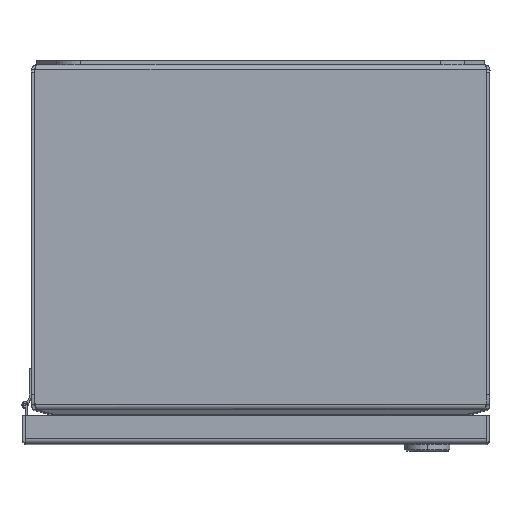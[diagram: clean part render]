
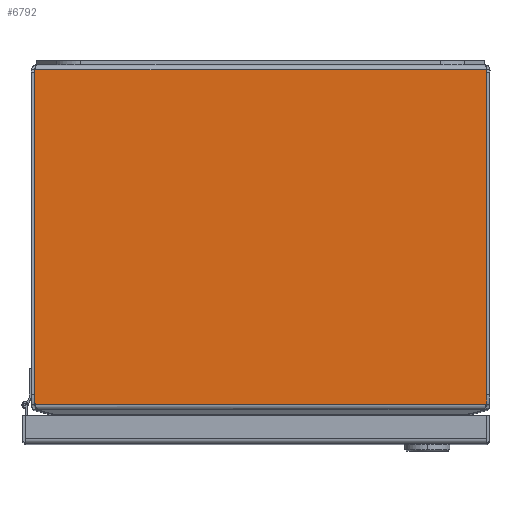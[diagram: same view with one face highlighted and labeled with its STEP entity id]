
A CAD part, top view. The second image highlights one B-rep face of the part: STEP entity #6792.
In plain terms, the highlighted planar face has unit normal (0, 0, 1).
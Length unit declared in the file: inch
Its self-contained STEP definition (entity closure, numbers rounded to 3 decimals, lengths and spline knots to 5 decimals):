
#117 = AXIS2_PLACEMENT_3D ( 'NONE', #9676, #20561, #9895 ) ;
#232 = VECTOR ( 'NONE', #14651, 39.37008 ) ;
#378 = LINE ( 'NONE', #12812, #8915 ) ;
#716 = DIRECTION ( 'NONE',  ( 0., -1., 0. ) ) ;
#719 = ORIENTED_EDGE ( 'NONE', *, *, #1887, .F. ) ;
#1028 = EDGE_LOOP ( 'NONE', ( #17415, #17642, #7112, #22283, #4270, #719 ) ) ;
#1887 = EDGE_CURVE ( 'NONE', #14310, #17268, #378, .T. ) ;
#2221 = LINE ( 'NONE', #6120, #18588 ) ;
#3059 = CARTESIAN_POINT ( 'NONE',  ( -3.94289, -0.086, 5. ) ) ;
#3938 = DIRECTION ( 'NONE',  ( 1., 0., 0. ) ) ;
#4230 = CARTESIAN_POINT ( 'NONE',  ( -3.92653, -5.93401, 5. ) ) ;
#4270 = ORIENTED_EDGE ( 'NONE', *, *, #21063, .F. ) ;
#4486 = EDGE_CURVE ( 'NONE', #8031, #14310, #4573, .T. ) ;
#4573 = CIRCLE ( 'NONE', #117, 0.281 ) ;
#5311 = LINE ( 'NONE', #21057, #7154 ) ;
#5351 = CARTESIAN_POINT ( 'NONE',  ( -3.66189, -5.83953, 5. ) ) ;
#5443 = FACE_OUTER_BOUND ( 'NONE', #1028, .T. ) ;
#5469 = DIRECTION ( 'NONE',  ( 0., 0., -1. ) ) ;
#6081 = CIRCLE ( 'NONE', #22237, 0.281 ) ;
#6120 = CARTESIAN_POINT ( 'NONE',  ( -3.94289, -0.086, 5. ) ) ;
#6362 = CARTESIAN_POINT ( 'NONE',  ( 3.94289, -5.83953, 5. ) ) ;
#6792 = ADVANCED_FACE ( 'NONE', ( #5443 ), #10279, .F. ) ;
#7112 = ORIENTED_EDGE ( 'NONE', *, *, #12586, .F. ) ;
#7154 = VECTOR ( 'NONE', #3938, 39.37008 ) ;
#8031 = VERTEX_POINT ( 'NONE', #6362 ) ;
#8915 = VECTOR ( 'NONE', #10845, 39.37008 ) ;
#9137 = LINE ( 'NONE', #10738, #232 ) ;
#9676 = CARTESIAN_POINT ( 'NONE',  ( 3.66189, -5.83953, 5. ) ) ;
#9895 = DIRECTION ( 'NONE',  ( 0., 1., 0. ) ) ;
#10014 = VERTEX_POINT ( 'NONE', #12027 ) ;
#10279 = PLANE ( 'NONE',  #15730 ) ;
#10738 = CARTESIAN_POINT ( 'NONE',  ( 3.94289, -0.086, 5. ) ) ;
#10845 = DIRECTION ( 'NONE',  ( -1., 0., 0. ) ) ;
#11917 = CARTESIAN_POINT ( 'NONE',  ( -3.94289, -5.83953, 5. ) ) ;
#12008 = CARTESIAN_POINT ( 'NONE',  ( 27.527, 0., 5. ) ) ;
#12027 = CARTESIAN_POINT ( 'NONE',  ( 3.94289, -0.086, 5. ) ) ;
#12586 = EDGE_CURVE ( 'NONE', #19980, #10014, #5311, .T. ) ;
#12812 = CARTESIAN_POINT ( 'NONE',  ( 27.527, -5.93401, 5. ) ) ;
#13271 = VERTEX_POINT ( 'NONE', #11917 ) ;
#14310 = VERTEX_POINT ( 'NONE', #17574 ) ;
#14651 = DIRECTION ( 'NONE',  ( 0., -1., 0. ) ) ;
#15730 = AXIS2_PLACEMENT_3D ( 'NONE', #12008, #19013, #17530 ) ;
#16940 = EDGE_CURVE ( 'NONE', #10014, #8031, #9137, .T. ) ;
#17268 = VERTEX_POINT ( 'NONE', #4230 ) ;
#17415 = ORIENTED_EDGE ( 'NONE', *, *, #4486, .F. ) ;
#17530 = DIRECTION ( 'NONE',  ( -1., 0., 0. ) ) ;
#17574 = CARTESIAN_POINT ( 'NONE',  ( 3.92653, -5.93401, 5. ) ) ;
#17642 = ORIENTED_EDGE ( 'NONE', *, *, #16940, .F. ) ;
#18588 = VECTOR ( 'NONE', #716, 39.37008 ) ;
#19013 = DIRECTION ( 'NONE',  ( 0., 0., -1. ) ) ;
#19980 = VERTEX_POINT ( 'NONE', #3059 ) ;
#20561 = DIRECTION ( 'NONE',  ( 0., 0., -1. ) ) ;
#21057 = CARTESIAN_POINT ( 'NONE',  ( 27.527, -0.086, 5. ) ) ;
#21063 = EDGE_CURVE ( 'NONE', #17268, #13271, #6081, .T. ) ;
#21644 = EDGE_CURVE ( 'NONE', #19980, #13271, #2221, .T. ) ;
#22237 = AXIS2_PLACEMENT_3D ( 'NONE', #5351, #5469, #22716 ) ;
#22283 = ORIENTED_EDGE ( 'NONE', *, *, #21644, .T. ) ;
#22716 = DIRECTION ( 'NONE',  ( -1., 0., 0. ) ) ;
